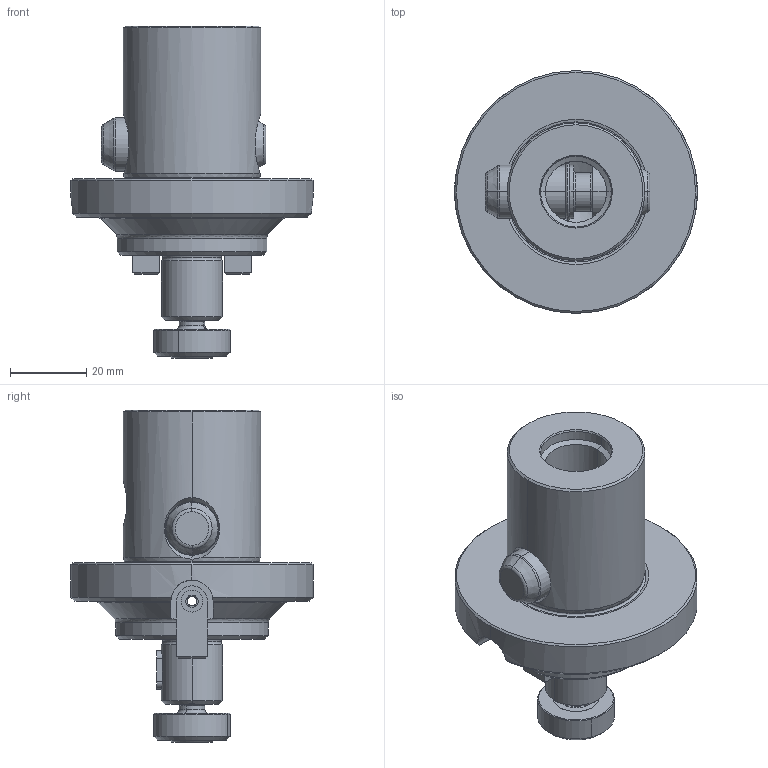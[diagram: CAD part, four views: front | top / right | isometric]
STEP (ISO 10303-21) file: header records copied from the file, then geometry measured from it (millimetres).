
FILE_DESCRIPTION(('no description'),'unknown implementation level');
FILE_NAME('A42761BD-6930-4E8B-B16A-B1C8290046E2_export.stp',' ',('CIMSOURCE GmbH'),('CADClick - KiM GmbH - www.kimweb.de'),'unknown preprocess','ACIS','unknown authorization');
FILE_SCHEMA(('automotive_design'));
Length unit declared in the file: millimetre
Products named in the file (8): 335.430 Kaiser CKS6 X F16|690.703 Kaiser ETL FR16_M8_Standard-1;NONE; 335.430 Kaiser CKS6 X F16|690.703 Kaiser ETL FR16_M8_Standard;NONE; 335.430 Kaiser CKS6 X F16|691.605 Kaiser ETL MST 16 (Paar)_Standard;NONE; 335.430 Kaiser CKS6 X F16|691.600 Kaiser ETL FK 4 X 4_Standard;NONE; 335.430 Kaiser CKS6 X F16|335.430 Kaiser CKS6 X F16_Standard;NONE; 335.430 Kaiser CKS6 X F16|691.506 Kaiser ETL D14 X 43K_Standard|691.526 Mitnehmerbolzen_Standard;NONE; 335.430 Kaiser CKS6 X F16|691.506 Kaiser ETL D14 X 43K_Standard|693.305 Sprengring_Standard;NONE
Bounding box: 63.5 x 63.5 x 86.85 mm (x, y, z)
Volume: 81823.3 mm3; surface area: 24642.5 mm2
Topology: 8 solids, 8 shells, 229 faces, 536 edges, 321 vertices
Faces by surface type: cylinder 74, plane 71, cone 48, torus 36
Entity records: 13747 total; most frequent: CARTESIAN_POINT 2197, DIRECTION 1158, STYLED_ITEM 1092, PRESENTATION_STYLE_ASSIGNMENT 1092, COLOUR_RGB 1092, ORIENTED_EDGE 1068, EDGE_CURVE 534, CURVE_STYLE 534
